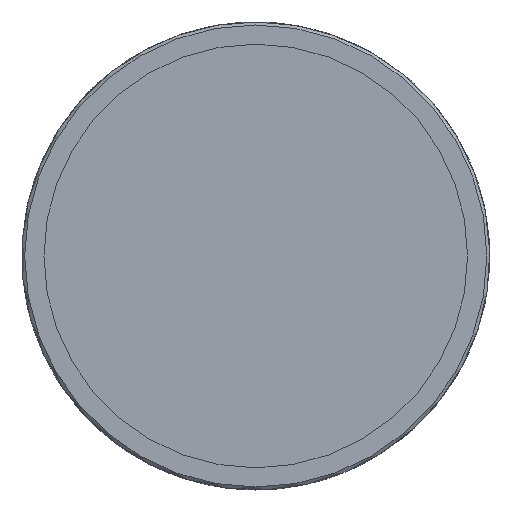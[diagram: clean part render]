
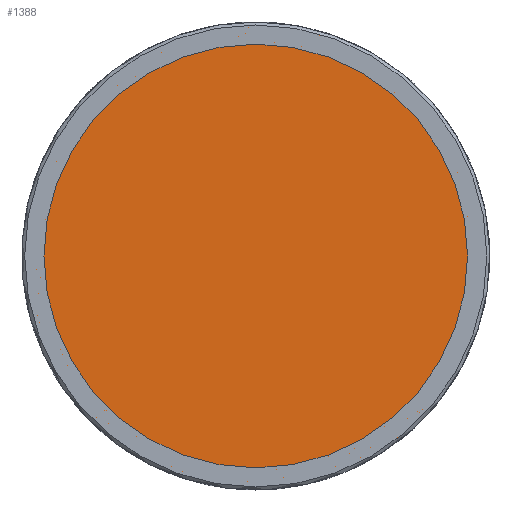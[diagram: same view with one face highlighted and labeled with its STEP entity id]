
A CAD part, front view. The second image highlights one B-rep face of the part: STEP entity #1388.
In plain terms, the highlighted planar face has unit normal (0, -1, 0).
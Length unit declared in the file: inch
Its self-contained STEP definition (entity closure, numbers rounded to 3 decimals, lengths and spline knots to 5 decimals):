
#324=FACE_OUTER_BOUND('',#2098,.T.);
#1033=PLANE('',#5437);
#1388=ADVANCED_FACE('',(#324),#1033,.T.);
#2098=EDGE_LOOP('',(#2646));
#2646=ORIENTED_EDGE('',*,*,#4509,.T.);
#3982=VERTEX_POINT('',#7574);
#4509=EDGE_CURVE('',#3982,#3982,#5167,.T.);
#5167=CIRCLE('',#5436,1.17);
#5436=AXIS2_PLACEMENT_3D('',#7573,#6118,#6119);
#5437=AXIS2_PLACEMENT_3D('',#7575,#6120,#6121);
#6118=DIRECTION('',(0.,-1.,0.));
#6119=DIRECTION('',(0.,0.,1.));
#6120=DIRECTION('',(0.,-1.,0.));
#6121=DIRECTION('',(0.,0.,-1.));
#7573=CARTESIAN_POINT('',(0.,0.,0.));
#7574=CARTESIAN_POINT('',(0.,0.,1.17));
#7575=CARTESIAN_POINT('',(0.,0.,0.));
